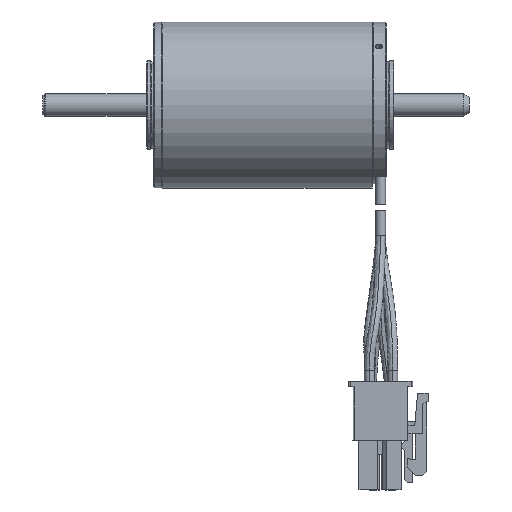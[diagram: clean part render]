
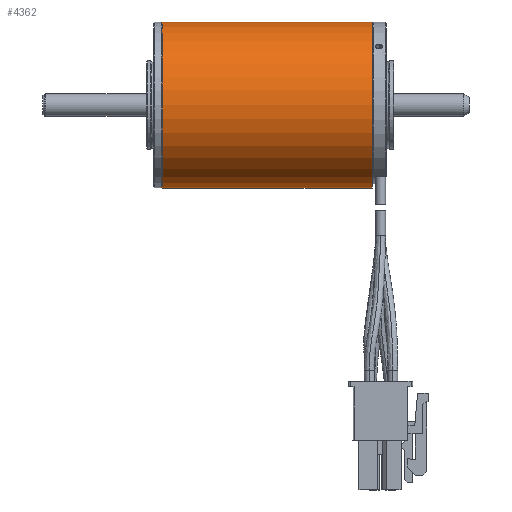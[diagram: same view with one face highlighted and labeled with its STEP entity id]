
A CAD part, top view. The second image highlights one B-rep face of the part: STEP entity #4362.
In plain terms, the highlighted cylindrical face has radius 15 mm (diameter 30 mm), a partial arc.
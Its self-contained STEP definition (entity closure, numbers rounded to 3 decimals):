
#241=CARTESIAN_POINT('',(30.6,0.,0.));
#242=DIRECTION('',(1.,0.,0.));
#243=DIRECTION('',(0.,1.,0.));
#244=AXIS2_PLACEMENT_3D('',#241,#242,#243);
#409=DIRECTION('',(1.,0.,0.));
#410=VECTOR('',#409,37.9);
#411=CARTESIAN_POINT('',(-7.3,-15.,0.));
#412=LINE('',#411,#410);
#424=CARTESIAN_POINT('',(-7.3,0.,0.));
#425=DIRECTION('',(1.,0.,0.));
#426=DIRECTION('',(0.,1.,0.));
#427=AXIS2_PLACEMENT_3D('',#424,#425,#426);
#432=DIRECTION('',(1.,0.,0.));
#433=VECTOR('',#432,37.9);
#434=CARTESIAN_POINT('',(-7.3,15.,0.));
#435=LINE('',#434,#433);
#3557=CARTESIAN_POINT('',(-7.3,-15.,0.));
#3558=CARTESIAN_POINT('',(-7.3,15.,0.));
#3559=VERTEX_POINT('',#3557);
#3560=VERTEX_POINT('',#3558);
#3561=CARTESIAN_POINT('',(30.6,-15.,0.));
#3562=CARTESIAN_POINT('',(30.6,15.,0.));
#3563=VERTEX_POINT('',#3561);
#3564=VERTEX_POINT('',#3562);
#4351=CARTESIAN_POINT('',(-7.3,0.,0.));
#4352=DIRECTION('',(1.,0.,0.));
#4353=DIRECTION('',(0.,-1.,0.));
#4354=AXIS2_PLACEMENT_3D('',#4351,#4352,#4353);
#4355=CYLINDRICAL_SURFACE('',#4354,15.);
#4356=ORIENTED_EDGE('',*,*,#4333,.F.);
#4357=ORIENTED_EDGE('',*,*,#4315,.T.);
#4358=ORIENTED_EDGE('',*,*,#4248,.T.);
#4359=ORIENTED_EDGE('',*,*,#4312,.F.);
#4360=EDGE_LOOP('',(#4356,#4357,#4358,#4359));
#4361=FACE_OUTER_BOUND('',#4360,.F.);
#4362=ADVANCED_FACE('',(#4361),#4355,.T.);
#245=CIRCLE('',#244,15.);
#428=CIRCLE('',#427,15.);
#4248=EDGE_CURVE('',#3564,#3563,#245,.T.);
#4312=EDGE_CURVE('',#3559,#3563,#412,.T.);
#4315=EDGE_CURVE('',#3560,#3564,#435,.T.);
#4333=EDGE_CURVE('',#3560,#3559,#428,.T.);
